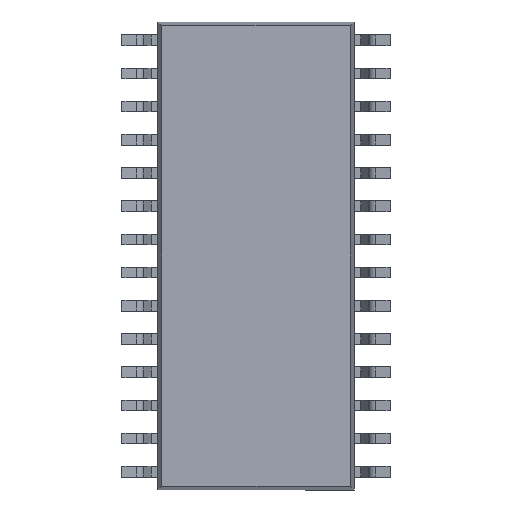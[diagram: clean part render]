
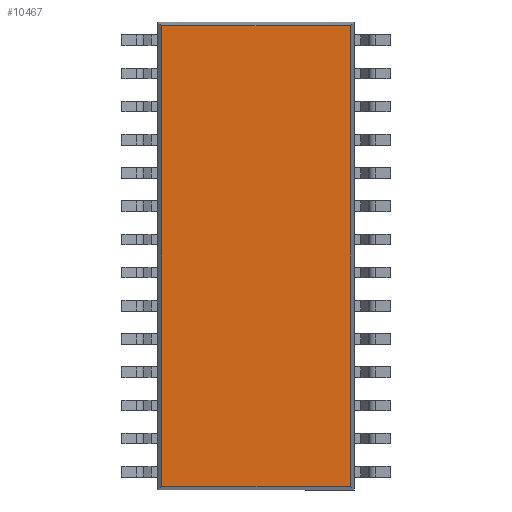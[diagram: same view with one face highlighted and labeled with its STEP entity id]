
A CAD part, front view. The second image highlights one B-rep face of the part: STEP entity #10467.
In plain terms, the highlighted planar face has unit normal (0, -1, 0).
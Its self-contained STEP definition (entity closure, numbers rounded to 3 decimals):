
#119 = LINE ( 'NONE', #11891, #7573 ) ;
#926 = VERTEX_POINT ( 'NONE', #10233 ) ;
#1475 = EDGE_CURVE ( 'NONE', #7066, #926, #1658, .T. ) ;
#1658 = LINE ( 'NONE', #11724, #9171 ) ;
#1852 = LINE ( 'NONE', #7069, #5510 ) ;
#2049 = VERTEX_POINT ( 'NONE', #8284 ) ;
#2240 = FACE_OUTER_BOUND ( 'NONE', #2371, .T. ) ;
#2371 = EDGE_LOOP ( 'NONE', ( #2617, #5560, #10387, #3448 ) ) ;
#2617 = ORIENTED_EDGE ( 'NONE', *, *, #1475, .T. ) ;
#3448 = ORIENTED_EDGE ( 'NONE', *, *, #10827, .T. ) ;
#4956 = CARTESIAN_POINT ( 'NONE',  ( 3.603, 0.3, 8.803 ) ) ;
#5510 = VECTOR ( 'NONE', #6144, 1000. ) ;
#5560 = ORIENTED_EDGE ( 'NONE', *, *, #11600, .T. ) ;
#5609 = DIRECTION ( 'NONE',  ( -1., 0., 0. ) ) ;
#5622 = PLANE ( 'NONE',  #10355 ) ;
#5985 = CARTESIAN_POINT ( 'NONE',  ( -3.603, 0.3, 8.803 ) ) ;
#6144 = DIRECTION ( 'NONE',  ( 0., 0., 1. ) ) ;
#7066 = VERTEX_POINT ( 'NONE', #5985 ) ;
#7069 = CARTESIAN_POINT ( 'NONE',  ( 3.603, 0.3, -8.95 ) ) ;
#7280 = VECTOR ( 'NONE', #5609, 1000. ) ;
#7500 = DIRECTION ( 'NONE',  ( 0., -1., 0. ) ) ;
#7573 = VECTOR ( 'NONE', #10824, 1000. ) ;
#7850 = DIRECTION ( 'NONE',  ( 0., 0., -1. ) ) ;
#7908 = LINE ( 'NONE', #9323, #7280 ) ;
#8284 = CARTESIAN_POINT ( 'NONE',  ( 3.603, 0.3, -8.803 ) ) ;
#8376 = EDGE_CURVE ( 'NONE', #2049, #10137, #1852, .T. ) ;
#9171 = VECTOR ( 'NONE', #7850, 1000. ) ;
#9323 = CARTESIAN_POINT ( 'NONE',  ( 3.75, 0.3, 8.803 ) ) ;
#10137 = VERTEX_POINT ( 'NONE', #4956 ) ;
#10233 = CARTESIAN_POINT ( 'NONE',  ( -3.603, 0.3, -8.803 ) ) ;
#10355 = AXIS2_PLACEMENT_3D ( 'NONE', #12516, #7500, #12474 ) ;
#10387 = ORIENTED_EDGE ( 'NONE', *, *, #8376, .T. ) ;
#10467 = ADVANCED_FACE ( 'NONE', ( #2240 ), #5622, .T. ) ;
#10824 = DIRECTION ( 'NONE',  ( 1., 0., 0. ) ) ;
#10827 = EDGE_CURVE ( 'NONE', #10137, #7066, #7908, .T. ) ;
#11600 = EDGE_CURVE ( 'NONE', #926, #2049, #119, .T. ) ;
#11724 = CARTESIAN_POINT ( 'NONE',  ( -3.603, 0.3, 8.95 ) ) ;
#11891 = CARTESIAN_POINT ( 'NONE',  ( -3.75, 0.3, -8.803 ) ) ;
#12474 = DIRECTION ( 'NONE',  ( 0., 0., -1. ) ) ;
#12516 = CARTESIAN_POINT ( 'NONE',  ( 0., 0.3, 0. ) ) ;
